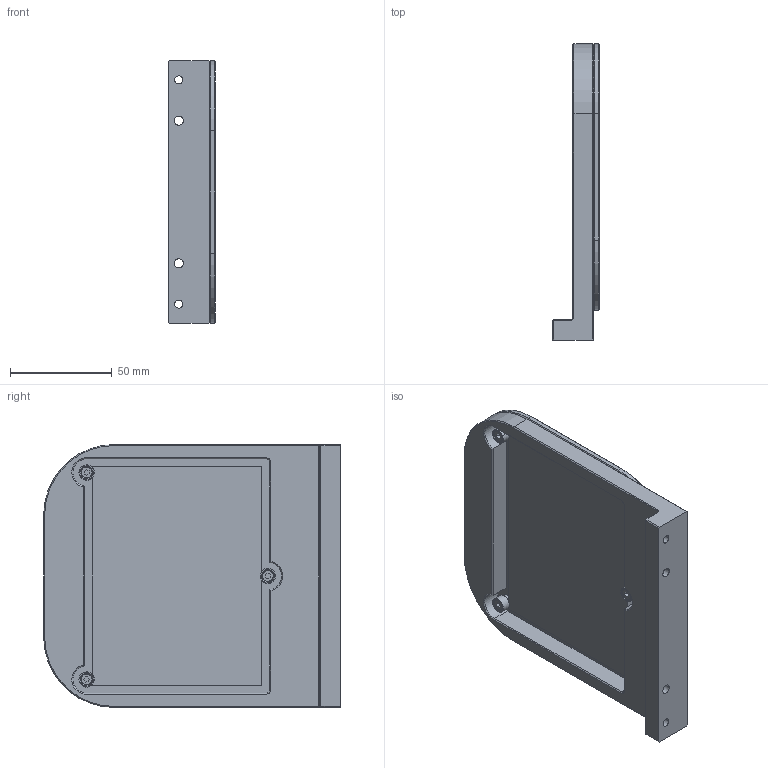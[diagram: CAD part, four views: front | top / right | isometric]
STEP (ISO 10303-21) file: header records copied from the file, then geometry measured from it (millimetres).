
FILE_DESCRIPTION (( 'STEP AP214' ), '1' );
FILE_NAME ('CMPH064-096.STEP', '2013-04-05T10:35:10', ( 'Work' ), ( '' ), 'SwSTEP 2.0', 'SolidWorks 2012', '' );
FILE_SCHEMA (( 'AUTOMOTIVE_DESIGN' ));
Length unit declared in the file: millimetre
Products named in the file (1): CMPH064-096
Bounding box: 23 x 145.5 x 129 mm (x, y, z)
Volume: 138001.3 mm3; surface area: 65433.4 mm2
Topology: 9 solids, 9 shells, 263 faces, 574 edges, 346 vertices
Faces by surface type: plane 118, cylinder 81, cone 58, torus 6
Entity records: 10169 total; most frequent: DIRECTION 1320, CARTESIAN_POINT 1208, ORIENTED_EDGE 1148, EDGE_CURVE 574, AXIS2_PLACEMENT_3D 490, VERTEX_POINT 346, LINE 340, VECTOR 340
